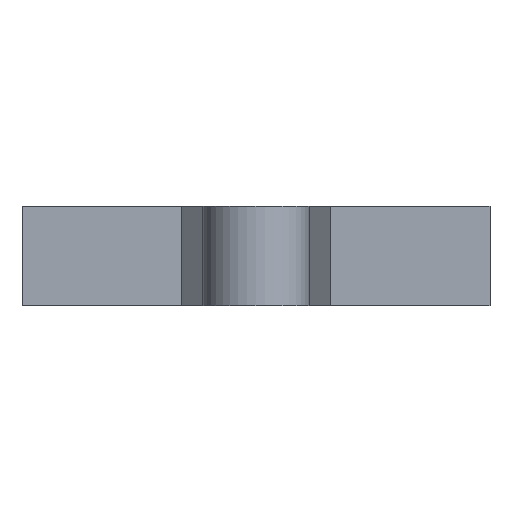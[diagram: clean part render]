
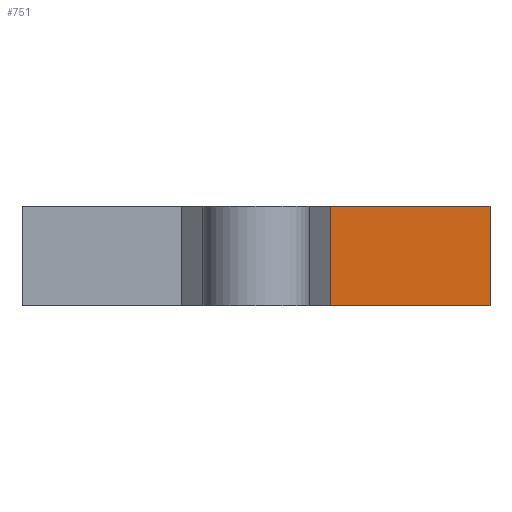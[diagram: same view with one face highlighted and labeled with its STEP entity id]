
A CAD part, front view. The second image highlights one B-rep face of the part: STEP entity #751.
In plain terms, the highlighted planar face has unit normal (0, -1, 0).
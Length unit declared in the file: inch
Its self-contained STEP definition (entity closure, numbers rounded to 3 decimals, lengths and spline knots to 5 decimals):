
#5 = CARTESIAN_POINT ( 'NONE',  ( 0.02375, -0.04, 0. ) ) ;
#14 = DIRECTION ( 'NONE',  ( 1., 0., 0. ) ) ;
#51 = DIRECTION ( 'NONE',  ( 0., 0., 1. ) ) ;
#88 = CARTESIAN_POINT ( 'NONE',  ( 0.075, -0.04, 0. ) ) ;
#92 = DIRECTION ( 'NONE',  ( 1., 0., 0. ) ) ;
#95 = DIRECTION ( 'NONE',  ( 0., -1., 0. ) ) ;
#108 = VERTEX_POINT ( 'NONE', #156 ) ;
#133 = CARTESIAN_POINT ( 'NONE',  ( 0.02375, -0.04, -0.032 ) ) ;
#156 = CARTESIAN_POINT ( 'NONE',  ( 0.075, -0.04, -0.032 ) ) ;
#223 = LINE ( 'NONE', #88, #718 ) ;
#262 = VECTOR ( 'NONE', #593, 39.37008 ) ;
#284 = CARTESIAN_POINT ( 'NONE',  ( 0.075, -0.04, -0.032 ) ) ;
#285 = CARTESIAN_POINT ( 'NONE',  ( 0.075, -0.04, -0.032 ) ) ;
#295 = EDGE_CURVE ( 'NONE', #108, #339, #515, .T. ) ;
#310 = EDGE_LOOP ( 'NONE', ( #372, #507, #320, #438 ) ) ;
#320 = ORIENTED_EDGE ( 'NONE', *, *, #782, .T. ) ;
#339 = VERTEX_POINT ( 'NONE', #394 ) ;
#372 = ORIENTED_EDGE ( 'NONE', *, *, #386, .F. ) ;
#373 = VERTEX_POINT ( 'NONE', #530 ) ;
#377 = LINE ( 'NONE', #285, #533 ) ;
#386 = EDGE_CURVE ( 'NONE', #683, #339, #223, .T. ) ;
#394 = CARTESIAN_POINT ( 'NONE',  ( 0.075, -0.04, 0. ) ) ;
#438 = ORIENTED_EDGE ( 'NONE', *, *, #295, .T. ) ;
#448 = FACE_OUTER_BOUND ( 'NONE', #310, .T. ) ;
#507 = ORIENTED_EDGE ( 'NONE', *, *, #650, .F. ) ;
#515 = LINE ( 'NONE', #717, #534 ) ;
#530 = CARTESIAN_POINT ( 'NONE',  ( 0.02375, -0.04, -0.032 ) ) ;
#533 = VECTOR ( 'NONE', #92, 39.37008 ) ;
#534 = VECTOR ( 'NONE', #51, 39.37008 ) ;
#593 = DIRECTION ( 'NONE',  ( 0., 0., 1. ) ) ;
#596 = LINE ( 'NONE', #133, #262 ) ;
#616 = PLANE ( 'NONE',  #714 ) ;
#650 = EDGE_CURVE ( 'NONE', #373, #683, #596, .T. ) ;
#683 = VERTEX_POINT ( 'NONE', #5 ) ;
#714 = AXIS2_PLACEMENT_3D ( 'NONE', #284, #95, #745 ) ;
#717 = CARTESIAN_POINT ( 'NONE',  ( 0.075, -0.04, -0.032 ) ) ;
#718 = VECTOR ( 'NONE', #14, 39.37008 ) ;
#745 = DIRECTION ( 'NONE',  ( 1., 0., 0. ) ) ;
#751 = ADVANCED_FACE ( 'NONE', ( #448 ), #616, .T. ) ;
#782 = EDGE_CURVE ( 'NONE', #373, #108, #377, .T. ) ;
